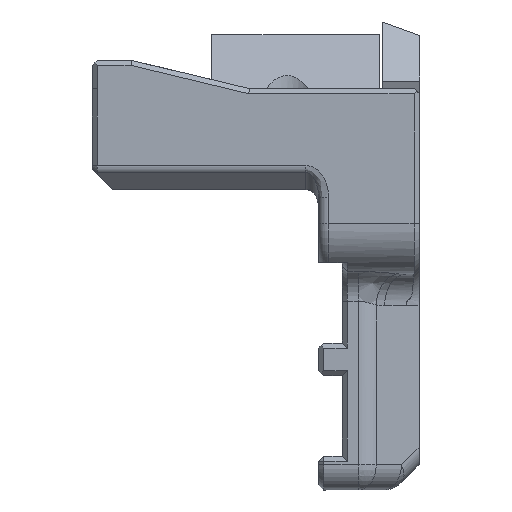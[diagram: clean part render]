
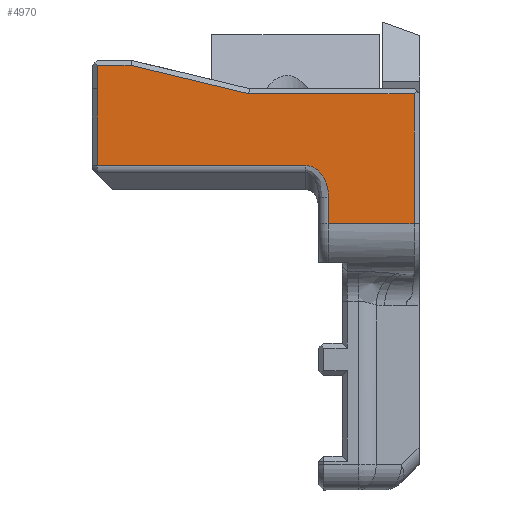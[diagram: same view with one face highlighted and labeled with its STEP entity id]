
A CAD part, left-side view. The second image highlights one B-rep face of the part: STEP entity #4970.
In plain terms, the highlighted face is planar.
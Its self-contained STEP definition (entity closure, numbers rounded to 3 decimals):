
#186=B_SPLINE_CURVE_WITH_KNOTS('',3,(#8822,#8823,#8824,#8825,#8826,#8827,
#8828,#8829,#8830,#8831,#8832,#8833,#8834),.UNSPECIFIED.,.F.,.F.,(4,3,3,
3,4),(3.142,3.534,3.927,4.32,
4.712),.UNSPECIFIED.);
#299=PLANE('',#5425);
#545=FACE_OUTER_BOUND('',#828,.T.);
#828=EDGE_LOOP('',(#4350,#4351,#4352,#4353,#4354,#4355,#4356,#4357,#4358,
#4359));
#1107=LINE('',#7773,#1630);
#1332=LINE('',#8812,#1855);
#1333=LINE('',#8814,#1856);
#1334=LINE('',#8816,#1857);
#1335=LINE('',#8818,#1858);
#1336=LINE('',#8820,#1859);
#1337=LINE('',#8835,#1860);
#1338=LINE('',#8837,#1861);
#1339=LINE('',#8838,#1862);
#1630=VECTOR('',#5988,1000.);
#1855=VECTOR('',#6613,1000.);
#1856=VECTOR('',#6614,1000.);
#1857=VECTOR('',#6615,1000.);
#1858=VECTOR('',#6616,1000.);
#1859=VECTOR('',#6617,1000.);
#1860=VECTOR('',#6618,1000.);
#1861=VECTOR('',#6619,1000.);
#1862=VECTOR('',#6620,1000.);
#2361=VERTEX_POINT('',#7770);
#2362=VERTEX_POINT('',#7772);
#2534=VERTEX_POINT('',#8810);
#2535=VERTEX_POINT('',#8811);
#2536=VERTEX_POINT('',#8813);
#2537=VERTEX_POINT('',#8815);
#2538=VERTEX_POINT('',#8817);
#2539=VERTEX_POINT('',#8819);
#2540=VERTEX_POINT('',#8821);
#2541=VERTEX_POINT('',#8836);
#2871=EDGE_CURVE('',#2362,#2361,#1107,.T.);
#3182=EDGE_CURVE('',#2534,#2535,#1332,.T.);
#3183=EDGE_CURVE('',#2535,#2536,#1333,.T.);
#3184=EDGE_CURVE('',#2536,#2537,#1334,.T.);
#3185=EDGE_CURVE('',#2537,#2538,#1335,.T.);
#3186=EDGE_CURVE('',#2538,#2539,#1336,.T.);
#3187=EDGE_CURVE('',#2539,#2540,#186,.T.);
#3188=EDGE_CURVE('',#2540,#2362,#1337,.T.);
#3189=EDGE_CURVE('',#2361,#2541,#1338,.T.);
#3190=EDGE_CURVE('',#2541,#2534,#1339,.T.);
#4350=ORIENTED_EDGE('',*,*,#3182,.T.);
#4351=ORIENTED_EDGE('',*,*,#3183,.T.);
#4352=ORIENTED_EDGE('',*,*,#3184,.T.);
#4353=ORIENTED_EDGE('',*,*,#3185,.T.);
#4354=ORIENTED_EDGE('',*,*,#3186,.T.);
#4355=ORIENTED_EDGE('',*,*,#3187,.T.);
#4356=ORIENTED_EDGE('',*,*,#3188,.T.);
#4357=ORIENTED_EDGE('',*,*,#2871,.T.);
#4358=ORIENTED_EDGE('',*,*,#3189,.T.);
#4359=ORIENTED_EDGE('',*,*,#3190,.T.);
#4970=ADVANCED_FACE('',(#545),#299,.T.);
#5425=AXIS2_PLACEMENT_3D('',#8809,#6611,#6612);
#5988=DIRECTION('',(-1.,0.,0.));
#6611=DIRECTION('center_axis',(0.,1.,0.));
#6612=DIRECTION('ref_axis',(1.,0.,0.));
#6613=DIRECTION('',(0.972,0.,0.233));
#6614=DIRECTION('',(1.,0.,0.));
#6615=DIRECTION('',(0.,0.,-1.));
#6616=DIRECTION('',(0.,0.,-1.));
#6617=DIRECTION('',(-1.,0.,0.));
#6618=DIRECTION('',(0.,0.,-1.));
#6619=DIRECTION('',(0.,0.,1.));
#6620=DIRECTION('',(1.,0.,0.));
#7770=CARTESIAN_POINT('',(13.86,17.,31.8));
#7772=CARTESIAN_POINT('',(20.66,17.,31.8));
#7773=CARTESIAN_POINT('',(35.501,17.,31.8));
#8809=CARTESIAN_POINT('Origin',(35.501,17.,31.8));
#8810=CARTESIAN_POINT('',(27.007,17.,42.149));
#8811=CARTESIAN_POINT('',(36.382,17.,44.399));
#8812=CARTESIAN_POINT('',(32.69,17.,43.513));
#8813=CARTESIAN_POINT('',(39.06,17.,44.399));
#8814=CARTESIAN_POINT('',(35.501,17.,44.399));
#8815=CARTESIAN_POINT('',(39.06,17.,42.549));
#8816=CARTESIAN_POINT('',(39.06,17.,31.8));
#8817=CARTESIAN_POINT('',(39.06,17.,36.431));
#8818=CARTESIAN_POINT('',(39.06,17.,31.8));
#8819=CARTESIAN_POINT('',(22.46,17.,36.431));
#8820=CARTESIAN_POINT('',(22.46,17.,36.431));
#8821=CARTESIAN_POINT('',(20.66,17.,33.886));
#8822=CARTESIAN_POINT('Ctrl Pts',(22.46,17.,36.431));
#8823=CARTESIAN_POINT('Ctrl Pts',(22.224,17.,36.431));
#8824=CARTESIAN_POINT('Ctrl Pts',(21.989,17.,36.365));
#8825=CARTESIAN_POINT('Ctrl Pts',(21.771,17.,36.238));
#8826=CARTESIAN_POINT('Ctrl Pts',(21.553,17.,36.11));
#8827=CARTESIAN_POINT('Ctrl Pts',(21.354,17.,35.921));
#8828=CARTESIAN_POINT('Ctrl Pts',(21.187,17.,35.686));
#8829=CARTESIAN_POINT('Ctrl Pts',(21.021,17.,35.45));
#8830=CARTESIAN_POINT('Ctrl Pts',(20.887,17.,35.168));
#8831=CARTESIAN_POINT('Ctrl Pts',(20.797,17.,34.86));
#8832=CARTESIAN_POINT('Ctrl Pts',(20.707,17.,34.552));
#8833=CARTESIAN_POINT('Ctrl Pts',(20.66,17.,34.219));
#8834=CARTESIAN_POINT('Ctrl Pts',(20.66,17.,33.886));
#8835=CARTESIAN_POINT('',(20.66,17.,31.8));
#8836=CARTESIAN_POINT('',(13.86,17.,42.149));
#8837=CARTESIAN_POINT('',(13.86,17.,42.549));
#8838=CARTESIAN_POINT('',(26.96,17.,42.149));
